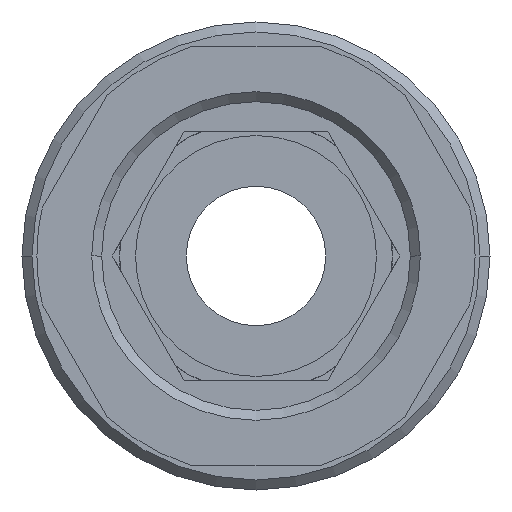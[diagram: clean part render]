
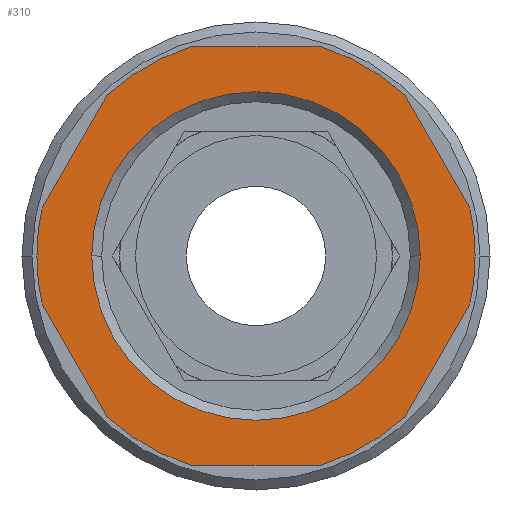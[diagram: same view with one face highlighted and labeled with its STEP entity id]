
A CAD part, front view. The second image highlights one B-rep face of the part: STEP entity #310.
In plain terms, the highlighted planar face has unit normal (0, -1, 0).
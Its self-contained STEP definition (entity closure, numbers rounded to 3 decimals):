
#310=ADVANCED_FACE('',(#667,#668),#669,.T.);
#667=FACE_BOUND('',#1066,.T.);
#668=FACE_OUTER_BOUND('',#1067,.T.);
#669=PLANE('',#1068);
#1066=EDGE_LOOP('',(#1881,#1882));
#1067=EDGE_LOOP('',(#1883,#1884,#1885,#1886,#1887,#1888,#1889,#1890,#1891,#1892,#1893,#1894,#1895,#1896));
#1068=AXIS2_PLACEMENT_3D('',#1897,#1898,#1899);
#1881=ORIENTED_EDGE('',*,*,#2585,.T.);
#1882=ORIENTED_EDGE('',*,*,#2586,.T.);
#1883=ORIENTED_EDGE('',*,*,#2557,.T.);
#1884=ORIENTED_EDGE('',*,*,#2403,.F.);
#1885=ORIENTED_EDGE('',*,*,#2365,.T.);
#1886=ORIENTED_EDGE('',*,*,#2587,.F.);
#1887=ORIENTED_EDGE('',*,*,#2344,.T.);
#1888=ORIENTED_EDGE('',*,*,#2502,.F.);
#1889=ORIENTED_EDGE('',*,*,#2588,.F.);
#1890=ORIENTED_EDGE('',*,*,#2382,.T.);
#1891=ORIENTED_EDGE('',*,*,#2570,.F.);
#1892=ORIENTED_EDGE('',*,*,#2589,.T.);
#1893=ORIENTED_EDGE('',*,*,#2567,.F.);
#1894=ORIENTED_EDGE('',*,*,#2590,.T.);
#1895=ORIENTED_EDGE('',*,*,#2591,.F.);
#1896=ORIENTED_EDGE('',*,*,#2332,.F.);
#1897=CARTESIAN_POINT('',(5.5,0.0,0.0));
#1898=DIRECTION('',(-0.0,-1.0,-0.0));
#1899=DIRECTION('',(-1.0,0.0,0.0));
#2332=EDGE_CURVE('',#2784,#2782,#2786,.T.);
#2344=EDGE_CURVE('',#2805,#2803,#2806,.T.);
#2365=EDGE_CURVE('',#2841,#2839,#2842,.T.);
#2382=EDGE_CURVE('',#2868,#2866,#2869,.T.);
#2403=EDGE_CURVE('',#2841,#2899,#2901,.T.);
#2502=EDGE_CURVE('',#3029,#2803,#3031,.T.);
#2557=EDGE_CURVE('',#2784,#2899,#3101,.T.);
#2567=EDGE_CURVE('',#3113,#3111,#3115,.T.);
#2570=EDGE_CURVE('',#3117,#2866,#3119,.T.);
#2585=EDGE_CURVE('',#3140,#3141,#3142,.T.);
#2586=EDGE_CURVE('',#3141,#3140,#3143,.T.);
#2587=EDGE_CURVE('',#2805,#2839,#3144,.T.);
#2588=EDGE_CURVE('',#2868,#3029,#3145,.T.);
#2589=EDGE_CURVE('',#3117,#3111,#3146,.T.);
#2590=EDGE_CURVE('',#3113,#3147,#3148,.T.);
#2591=EDGE_CURVE('',#2782,#3147,#3149,.T.);
#2782=VERTEX_POINT('',#3429);
#2784=VERTEX_POINT('',#3432);
#2786=CIRCLE('',#3435,11.0);
#2803=VERTEX_POINT('',#3458);
#2805=VERTEX_POINT('',#3461);
#2806=LINE('',#3462,#3463);
#2839=VERTEX_POINT('',#3520);
#2841=VERTEX_POINT('',#3523);
#2842=LINE('',#3524,#3525);
#2866=VERTEX_POINT('',#3554);
#2868=VERTEX_POINT('',#3557);
#2869=LINE('',#3558,#3559);
#2899=VERTEX_POINT('',#3621);
#2901=CIRCLE('',#3624,11.0);
#3029=VERTEX_POINT('',#3915);
#3031=CIRCLE('',#3918,11.0);
#3101=LINE('',#4006,#4007);
#3111=VERTEX_POINT('',#4020);
#3113=VERTEX_POINT('',#4023);
#3115=CIRCLE('',#4026,11.0);
#3117=VERTEX_POINT('',#4028);
#3119=CIRCLE('',#4031,11.0);
#3140=VERTEX_POINT('',#4056);
#3141=VERTEX_POINT('',#4057);
#3142=CIRCLE('',#4058,8.25);
#3143=CIRCLE('',#4059,8.25);
#3144=CIRCLE('',#4060,11.0);
#3145=CIRCLE('',#4061,11.0);
#3146=LINE('',#4062,#4063);
#3147=VERTEX_POINT('',#4064);
#3148=LINE('',#4065,#4066);
#3149=CIRCLE('',#4067,11.0);
#3429=CARTESIAN_POINT('',(-11.0,0.0,0.));
#3432=CARTESIAN_POINT('',(-10.733,0.0,-2.411));
#3435=AXIS2_PLACEMENT_3D('',#4285,#4286,#4287);
#3458=CARTESIAN_POINT('',(10.733,0.0,-2.411));
#3461=CARTESIAN_POINT('',(7.454,0.0,-8.089));
#3462=CARTESIAN_POINT('',(9.781,0.0,-4.059));
#3463=VECTOR('',#4298,1.0);
#3520=CARTESIAN_POINT('',(3.279,0.0,-10.5));
#3523=CARTESIAN_POINT('',(-3.279,0.0,-10.5));
#3524=CARTESIAN_POINT('',(2.75,0.0,-10.5));
#3525=VECTOR('',#4335,1.0);
#3554=CARTESIAN_POINT('',(7.454,0.0,8.089));
#3557=CARTESIAN_POINT('',(10.733,0.0,2.411));
#3558=CARTESIAN_POINT('',(9.781,0.0,4.059));
#3559=VECTOR('',#4360,1.0);
#3621=CARTESIAN_POINT('',(-7.454,0.0,-8.089));
#3624=AXIS2_PLACEMENT_3D('',#4381,#4382,#4383);
#3915=CARTESIAN_POINT('',(11.0,0.0,0.));
#3918=AXIS2_PLACEMENT_3D('',#4497,#4498,#4499);
#4006=CARTESIAN_POINT('',(-8.406,0.0,-6.441));
#4007=VECTOR('',#4569,1.0);
#4020=CARTESIAN_POINT('',(-3.279,0.0,10.5));
#4023=CARTESIAN_POINT('',(-7.454,0.0,8.089));
#4026=AXIS2_PLACEMENT_3D('',#4578,#4579,#4580);
#4028=CARTESIAN_POINT('',(3.279,0.0,10.5));
#4031=AXIS2_PLACEMENT_3D('',#4582,#4583,#4584);
#4056=CARTESIAN_POINT('',(-8.25,0.0,0.));
#4057=CARTESIAN_POINT('',(8.25,0.0,0.));
#4058=AXIS2_PLACEMENT_3D('',#4610,#4611,#4612);
#4059=AXIS2_PLACEMENT_3D('',#4613,#4614,#4615);
#4060=AXIS2_PLACEMENT_3D('',#4616,#4617,#4618);
#4061=AXIS2_PLACEMENT_3D('',#4619,#4620,#4621);
#4062=CARTESIAN_POINT('',(2.75,0.0,10.5));
#4063=VECTOR('',#4622,1.0);
#4064=CARTESIAN_POINT('',(-10.733,0.0,2.411));
#4065=CARTESIAN_POINT('',(-8.406,0.0,6.441));
#4066=VECTOR('',#4623,1.0);
#4067=AXIS2_PLACEMENT_3D('',#4624,#4625,#4626);
#4285=CARTESIAN_POINT('',(0.0,0.0,0.0));
#4286=DIRECTION('',(-0.0,1.0,0.0));
#4287=DIRECTION('',(1.0,0.0,0.0));
#4298=DIRECTION('',(0.5,-0.0,0.866));
#4335=DIRECTION('',(1.0,-0.0,0.0));
#4360=DIRECTION('',(-0.5,0.0,0.866));
#4381=CARTESIAN_POINT('',(0.0,0.0,0.0));
#4382=DIRECTION('',(-0.0,1.0,0.0));
#4383=DIRECTION('',(1.0,0.0,0.0));
#4497=CARTESIAN_POINT('',(0.0,0.0,0.0));
#4498=DIRECTION('',(-0.0,1.0,0.0));
#4499=DIRECTION('',(1.0,0.0,0.0));
#4569=DIRECTION('',(0.5,0.0,-0.866));
#4578=CARTESIAN_POINT('',(0.0,0.0,0.0));
#4579=DIRECTION('',(-0.0,1.0,0.0));
#4580=DIRECTION('',(1.0,0.0,0.0));
#4582=CARTESIAN_POINT('',(0.0,0.0,0.0));
#4583=DIRECTION('',(-0.0,1.0,0.0));
#4584=DIRECTION('',(1.0,0.0,0.0));
#4610=CARTESIAN_POINT('',(0.0,0.0,0.0));
#4611=DIRECTION('',(-0.0,1.0,0.0));
#4612=DIRECTION('',(1.0,0.0,0.0));
#4613=CARTESIAN_POINT('',(0.0,0.0,0.0));
#4614=DIRECTION('',(-0.0,1.0,0.0));
#4615=DIRECTION('',(1.0,0.0,0.0));
#4616=CARTESIAN_POINT('',(0.0,0.0,0.0));
#4617=DIRECTION('',(-0.0,1.0,0.0));
#4618=DIRECTION('',(1.0,0.0,0.0));
#4619=CARTESIAN_POINT('',(0.0,0.0,0.0));
#4620=DIRECTION('',(-0.0,1.0,0.0));
#4621=DIRECTION('',(1.0,0.0,0.0));
#4622=DIRECTION('',(-1.0,0.0,0.));
#4623=DIRECTION('',(-0.5,0.0,-0.866));
#4624=CARTESIAN_POINT('',(0.0,0.0,0.0));
#4625=DIRECTION('',(-0.0,1.0,0.0));
#4626=DIRECTION('',(1.0,0.0,0.0));
